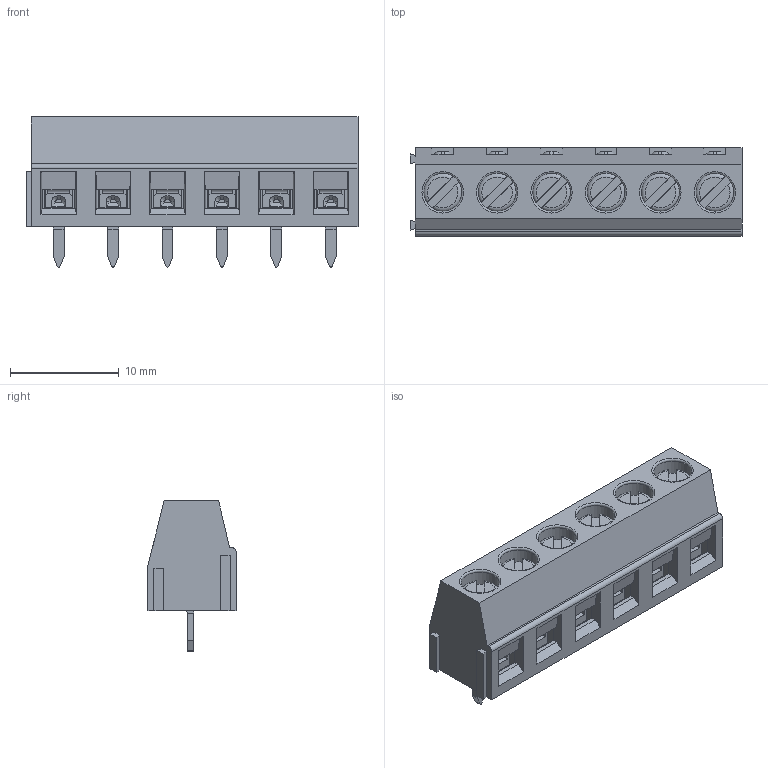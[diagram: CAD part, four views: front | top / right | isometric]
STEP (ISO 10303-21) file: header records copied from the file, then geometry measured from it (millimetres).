
FILE_DESCRIPTION(('STEP AP214'), '1');
FILE_NAME('DG127', '2019-09-29T18:20:58', ('AF'), (''), 'UNSPECIFIED', 'UNSPECIFIED', '');
FILE_SCHEMA(('AUTOMOTIVE_DESIGN { 1 0 10303 214 3 1 1}'));
Length unit declared in the file: millimetre
Assembly tree (18 placements, depth 2):
  (unnamed)
    (unnamed)  x6
    (unnamed)  x6
    (unnamed)  x6
Bounding box: 30.5 x 8.1 x 13.8 mm (x, y, z)
Volume: 1506.8 mm3; surface area: 3871.3 mm2
Topology: 19 solids, 19 shells, 698 faces, 1746 edges, 1092 vertices
Faces by surface type: plane 565, cylinder 79, cone 36, torus 18
Full cylindrical faces by diameter (mm): 1.8 x6, 2 x6, 2.5 x6, 2.7 x6, 3.6 x6, 3.8 x6
Entity records: 12425 total; most frequent: CARTESIAN_POINT 1705, ORIENTED_EDGE 1602, DIRECTION 1521, EDGE_CURVE 801, LINE 729, VECTOR 729, VERTEX_POINT 526, AXIS2_PLACEMENT_3D 396
